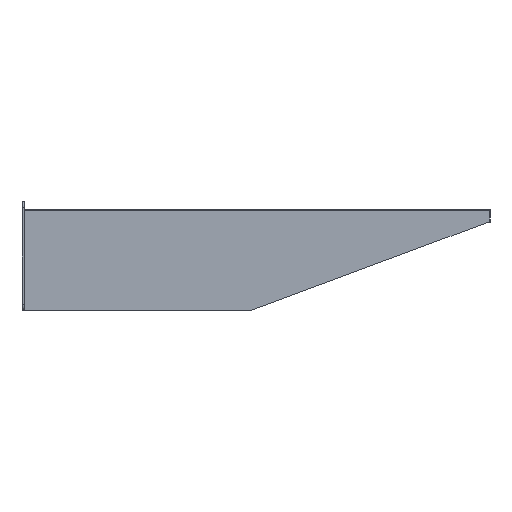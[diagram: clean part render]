
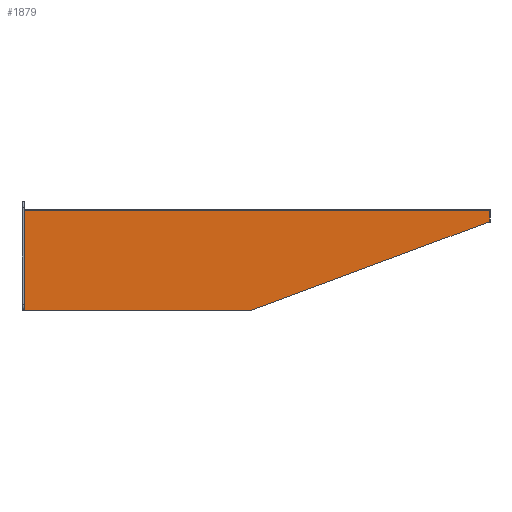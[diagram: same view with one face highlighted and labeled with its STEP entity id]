
A CAD part, left-side view. The second image highlights one B-rep face of the part: STEP entity #1879.
In plain terms, the highlighted planar face has unit normal (-1, 0, 0).
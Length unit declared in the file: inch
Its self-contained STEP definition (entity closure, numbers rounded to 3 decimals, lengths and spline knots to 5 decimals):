
#54 = LINE ( 'NONE', #5734, #13683 ) ;
#145 = CARTESIAN_POINT ( 'NONE',  ( -8.81, -7.43, 0.03937 ) ) ;
#376 = LINE ( 'NONE', #12837, #13585 ) ;
#1262 = VERTEX_POINT ( 'NONE', #13093 ) ;
#1852 = LINE ( 'NONE', #11328, #16473 ) ;
#1879 = ADVANCED_FACE ( 'NONE', ( #2329 ), #14631, .F. ) ;
#2329 = FACE_OUTER_BOUND ( 'NONE', #2537, .T. ) ;
#2400 = CARTESIAN_POINT ( 'NONE',  ( -8.81, -7.43, -0.37763 ) ) ;
#2537 = EDGE_LOOP ( 'NONE', ( #11578, #11832, #12574, #7926, #15916, #15763, #5857 ) ) ;
#2673 = EDGE_CURVE ( 'NONE', #15016, #11826, #3915, .T. ) ;
#2701 = EDGE_CURVE ( 'NONE', #11004, #14690, #1852, .T. ) ;
#2702 = DIRECTION ( 'NONE',  ( 1., 0., 0. ) ) ;
#3851 = EDGE_CURVE ( 'NONE', #14690, #15663, #6300, .T. ) ;
#3915 = LINE ( 'NONE', #8615, #9701 ) ;
#4745 = CARTESIAN_POINT ( 'NONE',  ( -8.81, -7.43, -0.38063 ) ) ;
#5386 = CARTESIAN_POINT ( 'NONE',  ( -8.81, 7.43, -3.21063 ) ) ;
#5604 = VECTOR ( 'NONE', #6623, 39.37008 ) ;
#5734 = CARTESIAN_POINT ( 'NONE',  ( -8.81, -7.492, 0.03937 ) ) ;
#5857 = ORIENTED_EDGE ( 'NONE', *, *, #11754, .F. ) ;
#5886 = CARTESIAN_POINT ( 'NONE',  ( -8.81, 0.18, -3.21063 ) ) ;
#5902 = DIRECTION ( 'NONE',  ( 0., 0., -1. ) ) ;
#6255 = EDGE_CURVE ( 'NONE', #13723, #11004, #9066, .T. ) ;
#6300 = LINE ( 'NONE', #5886, #10663 ) ;
#6623 = DIRECTION ( 'NONE',  ( 0., 1., 0. ) ) ;
#7380 = EDGE_CURVE ( 'NONE', #13723, #1262, #54, .T. ) ;
#7926 = ORIENTED_EDGE ( 'NONE', *, *, #3851, .T. ) ;
#8615 = CARTESIAN_POINT ( 'NONE',  ( -8.81, -7.43, 0.03937 ) ) ;
#8759 = DIRECTION ( 'NONE',  ( 0., -0.937, 0.349 ) ) ;
#9066 = LINE ( 'NONE', #16413, #9696 ) ;
#9326 = AXIS2_PLACEMENT_3D ( 'NONE', #145, #2702, #11897 ) ;
#9696 = VECTOR ( 'NONE', #16478, 39.37008 ) ;
#9701 = VECTOR ( 'NONE', #12583, 39.37008 ) ;
#9965 = LINE ( 'NONE', #14689, #5604 ) ;
#10099 = CARTESIAN_POINT ( 'NONE',  ( -8.81, 7.43, -0.00063 ) ) ;
#10663 = VECTOR ( 'NONE', #13785, 39.37008 ) ;
#11004 = VERTEX_POINT ( 'NONE', #10099 ) ;
#11328 = CARTESIAN_POINT ( 'NONE',  ( -8.81, 7.43, 0.03937 ) ) ;
#11578 = ORIENTED_EDGE ( 'NONE', *, *, #7380, .F. ) ;
#11754 = EDGE_CURVE ( 'NONE', #1262, #11826, #9965, .T. ) ;
#11826 = VERTEX_POINT ( 'NONE', #4745 ) ;
#11832 = ORIENTED_EDGE ( 'NONE', *, *, #6255, .T. ) ;
#11897 = DIRECTION ( 'NONE',  ( 0., 0., -1. ) ) ;
#12574 = ORIENTED_EDGE ( 'NONE', *, *, #2701, .T. ) ;
#12583 = DIRECTION ( 'NONE',  ( 0., 0., -1. ) ) ;
#12837 = CARTESIAN_POINT ( 'NONE',  ( -8.81, -7.43, -0.37763 ) ) ;
#13093 = CARTESIAN_POINT ( 'NONE',  ( -8.81, -7.492, -0.38063 ) ) ;
#13585 = VECTOR ( 'NONE', #8759, 39.37008 ) ;
#13683 = VECTOR ( 'NONE', #5902, 39.37008 ) ;
#13723 = VERTEX_POINT ( 'NONE', #15540 ) ;
#13785 = DIRECTION ( 'NONE',  ( 0., -1., 0. ) ) ;
#13981 = DIRECTION ( 'NONE',  ( 0., 0., -1. ) ) ;
#14631 = PLANE ( 'NONE',  #9326 ) ;
#14689 = CARTESIAN_POINT ( 'NONE',  ( -8.81, -7.492, -0.38063 ) ) ;
#14690 = VERTEX_POINT ( 'NONE', #5386 ) ;
#15016 = VERTEX_POINT ( 'NONE', #2400 ) ;
#15540 = CARTESIAN_POINT ( 'NONE',  ( -8.81, -7.492, -0.00063 ) ) ;
#15663 = VERTEX_POINT ( 'NONE', #17041 ) ;
#15763 = ORIENTED_EDGE ( 'NONE', *, *, #2673, .T. ) ;
#15916 = ORIENTED_EDGE ( 'NONE', *, *, #16088, .T. ) ;
#16088 = EDGE_CURVE ( 'NONE', #15663, #15016, #376, .T. ) ;
#16413 = CARTESIAN_POINT ( 'NONE',  ( -8.81, -7.43, -0.00063 ) ) ;
#16473 = VECTOR ( 'NONE', #13981, 39.37008 ) ;
#16478 = DIRECTION ( 'NONE',  ( 0., 1., 0. ) ) ;
#17041 = CARTESIAN_POINT ( 'NONE',  ( -8.81, 0.18, -3.21063 ) ) ;
